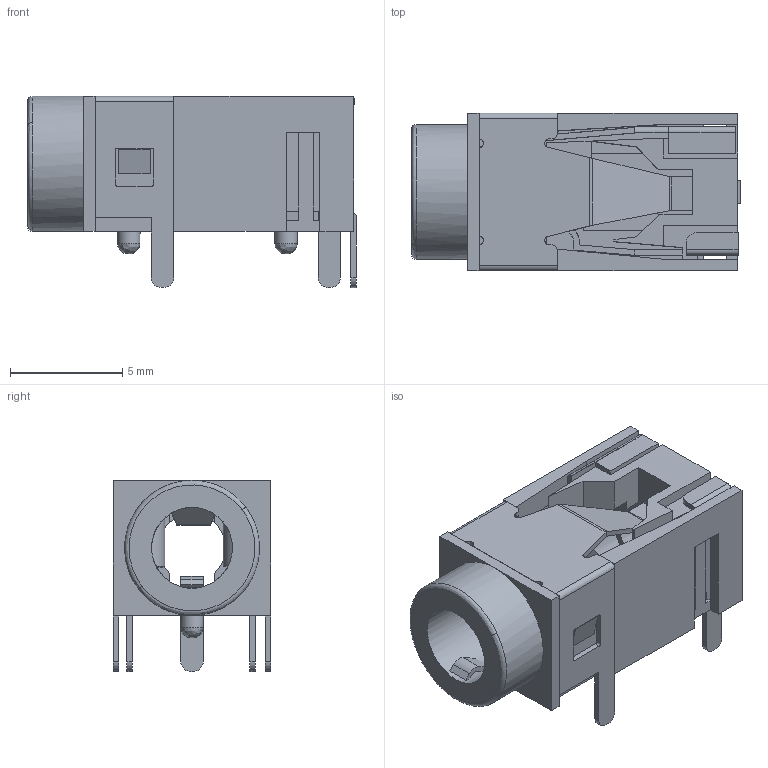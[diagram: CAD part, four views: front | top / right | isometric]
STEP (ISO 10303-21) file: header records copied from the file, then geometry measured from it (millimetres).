
FILE_DESCRIPTION(('HOOPS Exchange Step'),'2;1');
FILE_NAME('3501b450bb2ea2da29b0ae91ec908bdf20210620-1-1h7f38f.SLDPRT.step','2021-06-20T14:29:32+00:00',('root'),('Unknown organisation'),'HOOPS Exchange 2021.0','HOOPS Exchange','Unknown authorisation');
FILE_SCHEMA( ('AUTOMOTIVE_DESIGN { 1 0 10303 214 1 1 1 1 }') );
Length unit declared in the file: millimetre
Products named in the file (2): Default; 3501b450bb2ea2da29b0ae91ec908bdf20210620-1-1h7f38f
Assembly tree (1 placements, depth 2):
  3501b450bb2ea2da29b0ae91ec908bdf20210620-1-1h7f38f
    Default
Bounding box: 14.62 x 7 x 8.5 mm (x, y, z)
Volume: 25.5 mm3; surface area: 1249.4 mm2
Topology: 3 solids, 7 shells, 293 faces, 876 edges, 577 vertices
Faces by surface type: plane 227, cylinder 53, bspline 13
Full cylindrical faces by diameter (mm): 1 x2, 3.6 x1, 6 x1
Entity records: 10500 total; most frequent: CARTESIAN_POINT 2618, ORIENTED_EDGE 1708, DIRECTION 1511, EDGE_CURVE 872, VECTOR 715, LINE 715, VERTEX_POINT 575, AXIS2_PLACEMENT_3D 398
